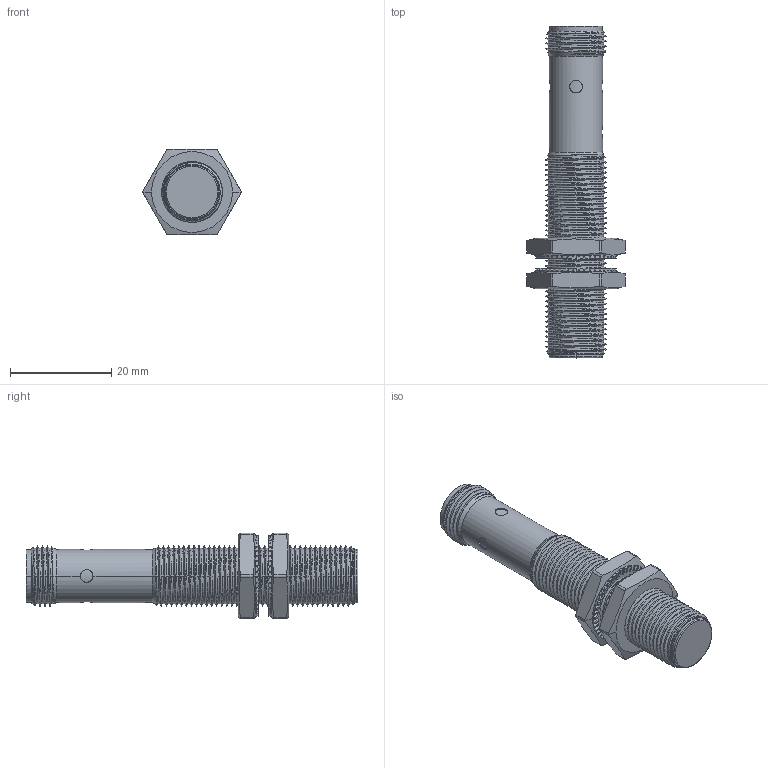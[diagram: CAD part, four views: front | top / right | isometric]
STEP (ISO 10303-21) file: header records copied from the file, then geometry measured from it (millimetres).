
FILE_DESCRIPTION(/* description */ (''),/* implementation_level */ '2;1');
FILE_NAME(/* name */ 'FC-M12-Q12-NEW.stp',/* time_stamp */ '2024-04-24T09:36:15+08:00',/* author */ (''),/* organization */ (''),/* preprocessor_version */ 'ST-DEVELOPER v16',/* originating_system */ 'SIEMENS PLM Software NX 10.0',/* authorisation */ '');
FILE_SCHEMA (('AUTOMOTIVE_DESIGN { 1 0 10303 214 3 1 1 1 }'));
Length unit declared in the file: millimetre
Products named in the file (1): FC-M12-Q12
Bounding box: 19.48 x 65.7 x 17 mm (x, y, z)
Volume: 6895.3 mm3; surface area: 5241.9 mm2
Topology: 5 solids, 5 shells, 596 faces, 1710 edges, 1126 vertices
Faces by surface type: cylinder 330, plane 213, bspline 27, cone 16, sphere 8, torus 2
Entity records: 36018 total; most frequent: CARTESIAN_POINT 18320, ORIENTED_EDGE 3404, DIRECTION 1888, EDGE_CURVE 1702, VERTEX_POINT 1126, B_SPLINE_CURVE_WITH_KNOTS 1052, AXIS2_PLACEMENT_3D 668, EDGE_LOOP 612
